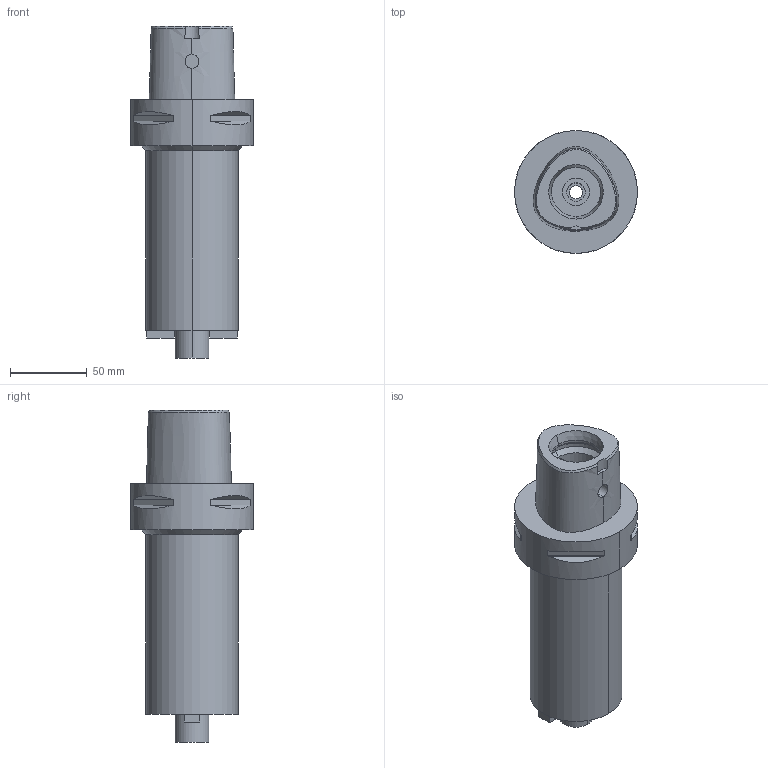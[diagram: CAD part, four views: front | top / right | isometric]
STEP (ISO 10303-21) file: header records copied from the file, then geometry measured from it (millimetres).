
FILE_DESCRIPTION((''),'2;1');
FILE_NAME('C8-FMH22-60-150','2019-01-30T',('ykawabe'),(''),'CREO PARAMETRIC BY PTC INC, 2016380','CREO PARAMETRIC BY PTC INC, 2016380','');
FILE_SCHEMA(('AUTOMOTIVE_DESIGN { 1 0 10303 214 1 1 1 1 }'));
Length unit declared in the file: millimetre
Products named in the file (1): C8-FMH22-60-150
Bounding box: 80 x 80 x 216 mm (x, y, z)
Volume: 557417.1 mm3; surface area: 60394.1 mm2
Topology: 1 solids, 1 shells, 78 faces, 176 edges, 111 vertices
Faces by surface type: plane 41, cylinder 25, cone 6, bspline 4, torus 2
Entity records: 3930 total; most frequent: CARTESIAN_POINT 1489, DIRECTION 374, ORIENTED_EDGE 352, PRESENTATION_STYLE_ASSIGNMENT 181, STYLED_ITEM 181, CURVE_STYLE 180, EDGE_CURVE 176, AXIS2_PLACEMENT_3D 145
